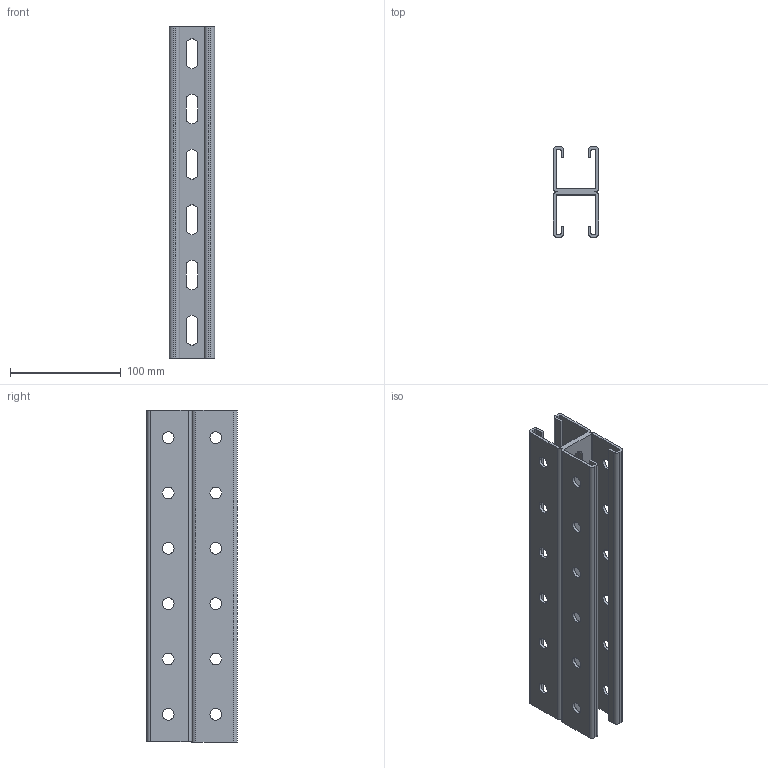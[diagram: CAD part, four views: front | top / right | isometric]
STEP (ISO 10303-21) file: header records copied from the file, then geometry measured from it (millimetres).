
FILE_DESCRIPTION (( 'STEP AP203' ), '1' );
FILE_NAME ('Ïðîôèëü C-îáðàçíûé äâîéíîé 41_BPD4103HDZ.STEP', '2012-11-16T08:32:54', ( 'Àñååâ' ), ( '' ), 'SwSTEP 2.0', 'SolidWorks 2012', '' );
FILE_SCHEMA (( 'CONFIG_CONTROL_DESIGN' ));
Length unit declared in the file: millimetre
Products named in the file (1): Ïðîôèëü C-îáðàçíûé äâîéíîé 41_BPD4103HDZ
Bounding box: 41 x 82 x 300 mm (x, y, z)
Volume: 198818 mm3; surface area: 150143.4 mm2
Topology: 1 solids, 1 shells, 104 faces, 318 edges, 216 vertices
Faces by surface type: cylinder 60, plane 44
Full cylindrical faces by diameter (mm): 10.5 x24
Entity records: 3587 total; most frequent: DIRECTION 612, CARTESIAN_POINT 591, ORIENTED_EDGE 564, EDGE_CURVE 282, AXIS2_PLACEMENT_3D 225, VERTEX_POINT 204, EDGE_LOOP 188, VECTOR 162
